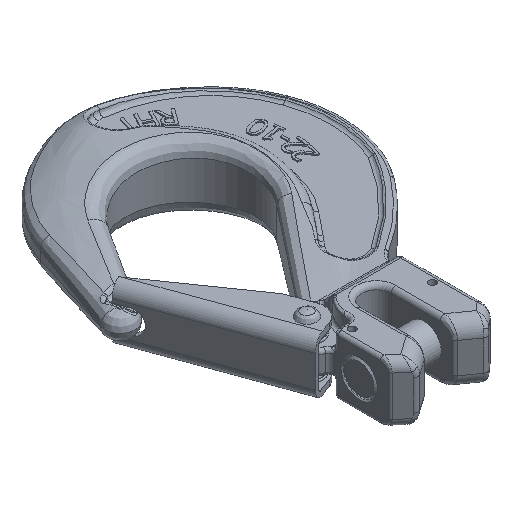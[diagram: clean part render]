
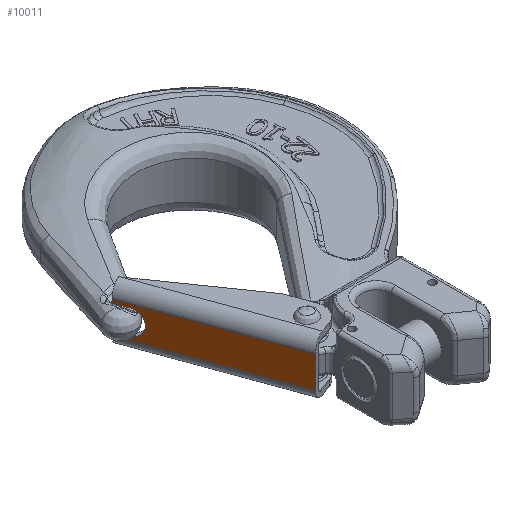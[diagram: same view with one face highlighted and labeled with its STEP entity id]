
A CAD part, isometric view. The second image highlights one B-rep face of the part: STEP entity #10011.
In plain terms, the highlighted planar face has unit normal (-0.94, -0.342, 0).
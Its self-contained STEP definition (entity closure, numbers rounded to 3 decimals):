
#413=CIRCLE('',#10593,10.25);
#1864=FACE_OUTER_BOUND('',#2483,.T.);
#2483=EDGE_LOOP('',(#9148,#9149,#9150,#9151,#9152,#9153,#9154,#9155));
#3131=LINE('',#34250,#3764);
#3133=LINE('',#34254,#3766);
#3135=LINE('',#34258,#3768);
#3136=LINE('',#34260,#3769);
#3137=LINE('',#34262,#3770);
#3138=LINE('',#34264,#3771);
#3139=LINE('',#34265,#3772);
#3764=VECTOR('',#12356,11.75);
#3766=VECTOR('',#12360,11.75);
#3768=VECTOR('',#12364,3.25);
#3769=VECTOR('',#12365,134.5);
#3770=VECTOR('',#12366,27.);
#3771=VECTOR('',#12367,134.5);
#3772=VECTOR('',#12368,3.25);
#4737=VERTEX_POINT('',#34243);
#4738=VERTEX_POINT('',#34244);
#4739=VERTEX_POINT('',#34249);
#4740=VERTEX_POINT('',#34253);
#4741=VERTEX_POINT('',#34257);
#4742=VERTEX_POINT('',#34259);
#4743=VERTEX_POINT('',#34261);
#4744=VERTEX_POINT('',#34263);
#6218=EDGE_CURVE('',#4737,#4738,#413,.T.);
#6221=EDGE_CURVE('',#4738,#4739,#3131,.T.);
#6223=EDGE_CURVE('',#4740,#4737,#3133,.T.);
#6225=EDGE_CURVE('',#4739,#4741,#3135,.T.);
#6226=EDGE_CURVE('',#4742,#4741,#3136,.T.);
#6227=EDGE_CURVE('',#4743,#4742,#3137,.T.);
#6228=EDGE_CURVE('',#4744,#4743,#3138,.T.);
#6229=EDGE_CURVE('',#4744,#4740,#3139,.T.);
#9148=ORIENTED_EDGE('',*,*,#6223,.T.);
#9149=ORIENTED_EDGE('',*,*,#6218,.T.);
#9150=ORIENTED_EDGE('',*,*,#6221,.T.);
#9151=ORIENTED_EDGE('',*,*,#6225,.T.);
#9152=ORIENTED_EDGE('',*,*,#6226,.F.);
#9153=ORIENTED_EDGE('',*,*,#6227,.F.);
#9154=ORIENTED_EDGE('',*,*,#6228,.F.);
#9155=ORIENTED_EDGE('',*,*,#6229,.T.);
#9459=PLANE('',#10596);
#10011=ADVANCED_FACE('',(#1864),#9459,.T.);
#10593=AXIS2_PLACEMENT_3D('',#34245,#12350,#12351);
#10596=AXIS2_PLACEMENT_3D('',#34256,#12362,#12363);
#12350=DIRECTION('center_axis',(0.94,0.342,0.));
#12351=DIRECTION('ref_axis',(0.,0.,
1.));
#12356=DIRECTION('',(-0.342,0.94,0.));
#12360=DIRECTION('',(0.342,-0.94,0.));
#12362=DIRECTION('center_axis',(-0.94,-0.342,0.));
#12363=DIRECTION('ref_axis',(0.342,-0.94,0.));
#12364=DIRECTION('',(0.,0.,-1.));
#12365=DIRECTION('',(-0.342,0.94,0.));
#12366=DIRECTION('',(0.,0.,-1.));
#12367=DIRECTION('',(0.342,-0.94,0.));
#12368=DIRECTION('',(0.,0.,-1.));
#34243=CARTESIAN_POINT('',(-98.147,110.911,10.25));
#34244=CARTESIAN_POINT('',(-98.147,110.911,-10.25));
#34245=CARTESIAN_POINT('Origin',(-98.147,110.911,0.));
#34249=CARTESIAN_POINT('',(-102.165,121.953,-10.25));
#34250=CARTESIAN_POINT('',(-102.165,121.953,-10.25));
#34253=CARTESIAN_POINT('',(-102.165,121.953,10.25));
#34254=CARTESIAN_POINT('',(-100.156,116.432,10.25));
#34256=CARTESIAN_POINT('Origin',(-102.165,121.953,0.));
#34257=CARTESIAN_POINT('',(-102.165,121.953,-13.5));
#34258=CARTESIAN_POINT('',(-102.165,121.953,0.));
#34259=CARTESIAN_POINT('',(-56.164,-4.436,-13.5));
#34260=CARTESIAN_POINT('',(-90.194,89.063,-13.5));
#34261=CARTESIAN_POINT('',(-56.164,-4.436,13.5));
#34262=CARTESIAN_POINT('',(-56.164,-4.436,0.));
#34263=CARTESIAN_POINT('',(-102.165,121.953,13.5));
#34264=CARTESIAN_POINT('',(-90.194,89.063,13.5));
#34265=CARTESIAN_POINT('',(-102.165,121.953,0.));
